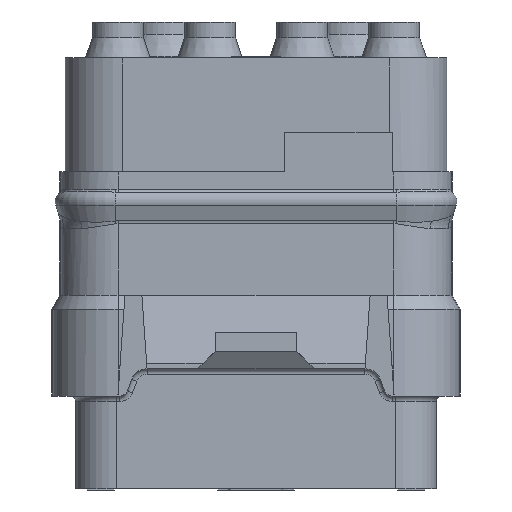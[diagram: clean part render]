
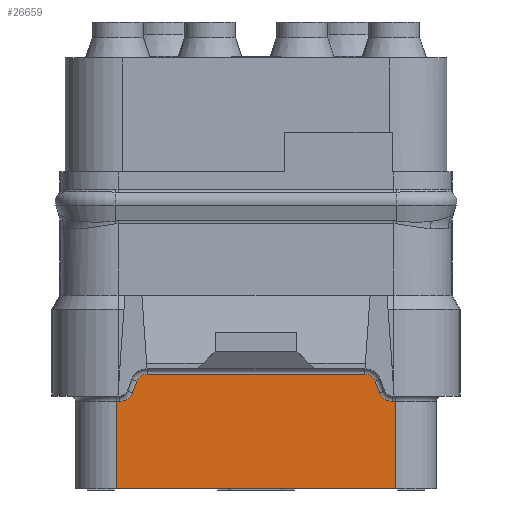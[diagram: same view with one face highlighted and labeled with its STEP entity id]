
A CAD part, front view. The second image highlights one B-rep face of the part: STEP entity #26659.
In plain terms, the highlighted planar face has unit normal (0, -1, 0).
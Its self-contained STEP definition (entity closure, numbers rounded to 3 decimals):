
#2875=DIRECTION('',(1.,0.,0.));
#2876=VECTOR('',#2875,0.125);
#2877=CARTESIAN_POINT('',(-5.125,-5.725,-8.43));
#2878=LINE('',#2877,#2876);
#2879=CARTESIAN_POINT('',(-5.,-5.725,-7.93));
#2880=DIRECTION('',(0.,-1.,0.));
#2881=DIRECTION('',(0.,0.,-1.));
#2882=AXIS2_PLACEMENT_3D('',#2879,#2880,#2881);
#2884=DIRECTION('',(0.354,0.,0.935));
#2885=VECTOR('',#2884,0.447);
#2886=CARTESIAN_POINT('',(-4.532,-5.725,-8.107));
#2887=LINE('',#2886,#2885);
#2888=CARTESIAN_POINT('',(-4.,-5.725,-7.83));
#2889=DIRECTION('',(0.,1.,0.));
#2890=DIRECTION('',(-0.935,0.,0.354));
#2891=AXIS2_PLACEMENT_3D('',#2888,#2889,#2890);
#2893=DIRECTION('',(1.,0.,0.));
#2894=VECTOR('',#2893,8.);
#2895=CARTESIAN_POINT('',(-4.,-5.725,-7.43));
#2896=LINE('',#2895,#2894);
#2897=CARTESIAN_POINT('',(4.,-5.725,-7.83));
#2898=DIRECTION('',(0.,1.,0.));
#2899=DIRECTION('',(0.,0.,1.));
#2900=AXIS2_PLACEMENT_3D('',#2897,#2898,#2899);
#2902=DIRECTION('',(0.354,0.,-0.935));
#2903=VECTOR('',#2902,0.447);
#2904=CARTESIAN_POINT('',(4.374,-5.725,-7.689));
#2905=LINE('',#2904,#2903);
#2906=CARTESIAN_POINT('',(5.,-5.725,-7.93));
#2907=DIRECTION('',(0.,-1.,0.));
#2908=DIRECTION('',(-0.935,0.,-0.354));
#2909=AXIS2_PLACEMENT_3D('',#2906,#2907,#2908);
#2911=DIRECTION('',(1.,0.,0.));
#2912=VECTOR('',#2911,0.125);
#2913=CARTESIAN_POINT('',(5.,-5.725,-8.43));
#2914=LINE('',#2913,#2912);
#2915=DIRECTION('',(0.,0.,-1.));
#2916=VECTOR('',#2915,3.2);
#2917=CARTESIAN_POINT('',(5.125,-5.725,-8.43));
#2918=LINE('',#2917,#2916);
#2934=DIRECTION('',(0.,0.,-1.));
#2935=VECTOR('',#2934,3.2);
#2936=CARTESIAN_POINT('',(-5.125,-5.725,-8.43));
#2937=LINE('',#2936,#2935);
#2961=DIRECTION('',(-1.,0.,0.));
#2962=VECTOR('',#2961,10.25);
#2963=CARTESIAN_POINT('',(5.125,-5.725,-11.63));
#2964=LINE('',#2963,#2962);
#18382=CARTESIAN_POINT('',(5.125,-5.725,-11.63));
#18383=VERTEX_POINT('',#18382);
#18384=CARTESIAN_POINT('',(-5.125,-5.725,-11.63));
#18385=VERTEX_POINT('',#18384);
#20011=CARTESIAN_POINT('',(-5.125,-5.725,-8.43));
#20012=VERTEX_POINT('',#20011);
#20015=CARTESIAN_POINT('',(-5.,-5.725,-8.43));
#20016=VERTEX_POINT('',#20015);
#20019=CARTESIAN_POINT('',(-4.532,-5.725,-8.107));
#20020=VERTEX_POINT('',#20019);
#20023=CARTESIAN_POINT('',(-4.374,-5.725,-7.689));
#20024=VERTEX_POINT('',#20023);
#20027=CARTESIAN_POINT('',(-4.,-5.725,-7.43));
#20028=VERTEX_POINT('',#20027);
#20031=CARTESIAN_POINT('',(4.,-5.725,-7.43));
#20032=VERTEX_POINT('',#20031);
#20035=CARTESIAN_POINT('',(4.374,-5.725,-7.689));
#20036=VERTEX_POINT('',#20035);
#20039=CARTESIAN_POINT('',(4.532,-5.725,-8.107));
#20040=VERTEX_POINT('',#20039);
#20043=CARTESIAN_POINT('',(5.,-5.725,-8.43));
#20044=VERTEX_POINT('',#20043);
#20047=CARTESIAN_POINT('',(5.125,-5.725,-8.43));
#20048=VERTEX_POINT('',#20047);
#26629=CARTESIAN_POINT('',(5.125,-5.725,-8.23));
#26630=DIRECTION('',(0.,-1.,0.));
#26631=DIRECTION('',(-1.,0.,0.));
#26632=AXIS2_PLACEMENT_3D('',#26629,#26630,#26631);
#26633=PLANE('',#26632);
#26635=ORIENTED_EDGE('',*,*,#26634,.T.);
#26636=ORIENTED_EDGE('',*,*,#26619,.T.);
#26638=ORIENTED_EDGE('',*,*,#26637,.T.);
#26640=ORIENTED_EDGE('',*,*,#26639,.T.);
#26642=ORIENTED_EDGE('',*,*,#26641,.T.);
#26644=ORIENTED_EDGE('',*,*,#26643,.T.);
#26646=ORIENTED_EDGE('',*,*,#26645,.T.);
#26648=ORIENTED_EDGE('',*,*,#26647,.T.);
#26650=ORIENTED_EDGE('',*,*,#26649,.T.);
#26652=ORIENTED_EDGE('',*,*,#26651,.T.);
#26654=ORIENTED_EDGE('',*,*,#26653,.T.);
#26656=ORIENTED_EDGE('',*,*,#26655,.F.);
#26657=EDGE_LOOP('',(#26635,#26636,#26638,#26640,#26642,#26644,#26646,#26648,
#26650,#26652,#26654,#26656));
#26658=FACE_OUTER_BOUND('',#26657,.F.);
#26659=ADVANCED_FACE('',(#26658),#26633,.T.);
#2883=CIRCLE('',#2882,0.5);
#2892=CIRCLE('',#2891,0.4);
#2901=CIRCLE('',#2900,0.4);
#2910=CIRCLE('',#2909,0.5);
#26619=EDGE_CURVE('',#20016,#20020,#2883,.T.);
#26634=EDGE_CURVE('',#20012,#20016,#2878,.T.);
#26637=EDGE_CURVE('',#20020,#20024,#2887,.T.);
#26639=EDGE_CURVE('',#20024,#20028,#2892,.T.);
#26641=EDGE_CURVE('',#20028,#20032,#2896,.T.);
#26643=EDGE_CURVE('',#20032,#20036,#2901,.T.);
#26645=EDGE_CURVE('',#20036,#20040,#2905,.T.);
#26647=EDGE_CURVE('',#20040,#20044,#2910,.T.);
#26649=EDGE_CURVE('',#20044,#20048,#2914,.T.);
#26651=EDGE_CURVE('',#20048,#18383,#2918,.T.);
#26653=EDGE_CURVE('',#18383,#18385,#2964,.T.);
#26655=EDGE_CURVE('',#20012,#18385,#2937,.T.);
